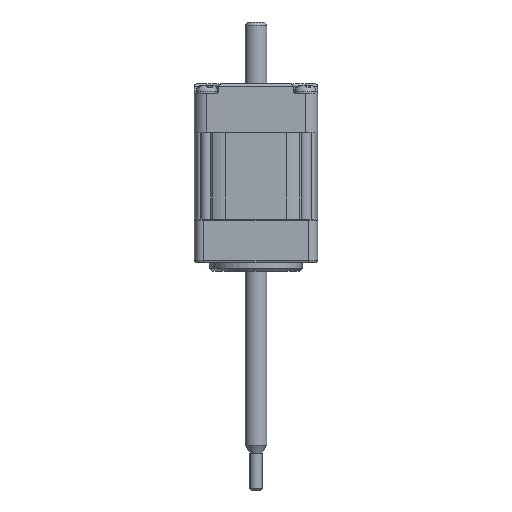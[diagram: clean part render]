
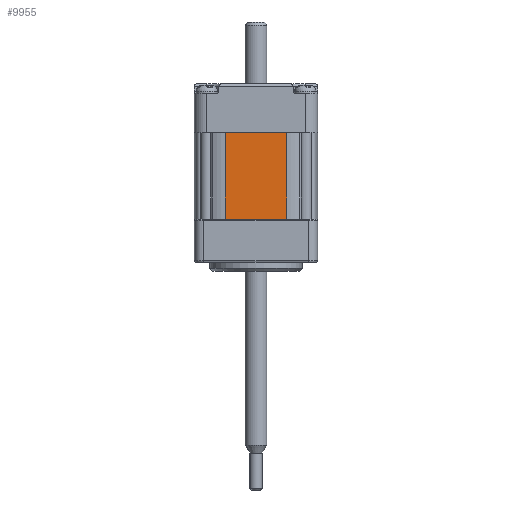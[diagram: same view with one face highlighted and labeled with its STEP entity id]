
A CAD part, front view. The second image highlights one B-rep face of the part: STEP entity #9955.
In plain terms, the highlighted planar face has unit normal (0, -1, 0).
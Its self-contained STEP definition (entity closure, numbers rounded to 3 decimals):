
#198 = LINE ( 'NONE', #5762, #12354 ) ;
#957 = DIRECTION ( 'NONE',  ( 1., 0., 0. ) ) ;
#1279 = CARTESIAN_POINT ( 'NONE',  ( -2.547, -13.253, 7.916 ) ) ;
#1283 = VECTOR ( 'NONE', #6816, 1000. ) ;
#2057 = LINE ( 'NONE', #11207, #11952 ) ;
#2305 = CARTESIAN_POINT ( 'NONE',  ( -2.547, -13.253, -6.084 ) ) ;
#2648 = ORIENTED_EDGE ( 'NONE', *, *, #6571, .T. ) ;
#2825 = CARTESIAN_POINT ( 'NONE',  ( -7.547, -13.253, 7.916 ) ) ;
#2928 = EDGE_CURVE ( 'NONE', #4943, #9396, #3663, .T. ) ;
#3181 = DIRECTION ( 'NONE',  ( 0., 0., -1. ) ) ;
#3211 = CARTESIAN_POINT ( 'NONE',  ( 7.453, -13.253, -6.084 ) ) ;
#3663 = LINE ( 'NONE', #8967, #8795 ) ;
#4474 = CARTESIAN_POINT ( 'NONE',  ( -7.547, -13.253, -6.084 ) ) ;
#4943 = VERTEX_POINT ( 'NONE', #1279 ) ;
#4986 = VERTEX_POINT ( 'NONE', #3211 ) ;
#5323 = EDGE_CURVE ( 'NONE', #4943, #7144, #8982, .T. ) ;
#5465 = DIRECTION ( 'NONE',  ( 0., -1., 0. ) ) ;
#5762 = CARTESIAN_POINT ( 'NONE',  ( -7.547, -13.253, -6.084 ) ) ;
#6450 = DIRECTION ( 'NONE',  ( 0., 0., 1. ) ) ;
#6571 = EDGE_CURVE ( 'NONE', #9396, #4986, #198, .T. ) ;
#6816 = DIRECTION ( 'NONE',  ( 1., 0., 0. ) ) ;
#7038 = ORIENTED_EDGE ( 'NONE', *, *, #2928, .T. ) ;
#7144 = VERTEX_POINT ( 'NONE', #11719 ) ;
#8795 = VECTOR ( 'NONE', #3181, 1000. ) ;
#8967 = CARTESIAN_POINT ( 'NONE',  ( -2.547, -13.253, -6.084 ) ) ;
#8982 = LINE ( 'NONE', #2825, #1283 ) ;
#9396 = VERTEX_POINT ( 'NONE', #2305 ) ;
#9955 = ADVANCED_FACE ( 'NONE', ( #10808 ), #11203, .T. ) ;
#10419 = AXIS2_PLACEMENT_3D ( 'NONE', #4474, #5465, #12148 ) ;
#10808 = FACE_OUTER_BOUND ( 'NONE', #10921, .T. ) ;
#10921 = EDGE_LOOP ( 'NONE', ( #10939, #7038, #2648, #11641 ) ) ;
#10939 = ORIENTED_EDGE ( 'NONE', *, *, #5323, .F. ) ;
#11203 = PLANE ( 'NONE',  #10419 ) ;
#11207 = CARTESIAN_POINT ( 'NONE',  ( 7.453, -13.253, -6.084 ) ) ;
#11211 = EDGE_CURVE ( 'NONE', #4986, #7144, #2057, .T. ) ;
#11641 = ORIENTED_EDGE ( 'NONE', *, *, #11211, .T. ) ;
#11719 = CARTESIAN_POINT ( 'NONE',  ( 7.453, -13.253, 7.916 ) ) ;
#11952 = VECTOR ( 'NONE', #6450, 1000. ) ;
#12148 = DIRECTION ( 'NONE',  ( 0., 0., -1. ) ) ;
#12354 = VECTOR ( 'NONE', #957, 1000. ) ;
